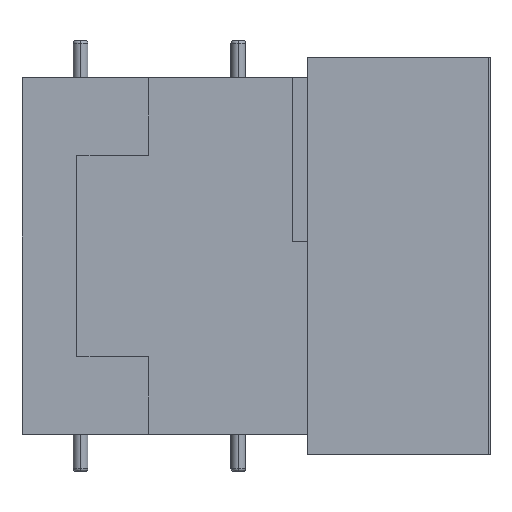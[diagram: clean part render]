
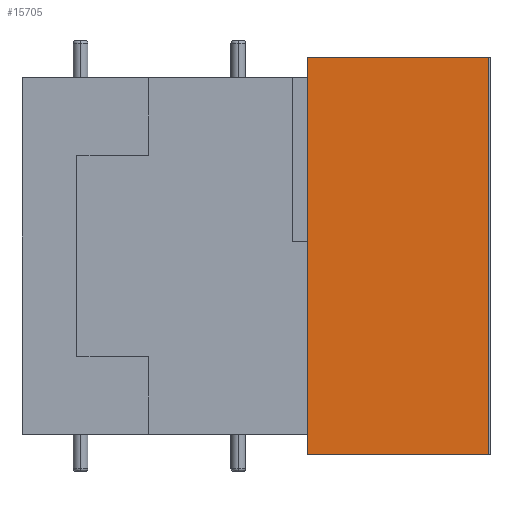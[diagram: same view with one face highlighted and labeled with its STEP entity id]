
A CAD part, left-side view. The second image highlights one B-rep face of the part: STEP entity #15705.
In plain terms, the highlighted planar face has unit normal (-1, 0, 0).
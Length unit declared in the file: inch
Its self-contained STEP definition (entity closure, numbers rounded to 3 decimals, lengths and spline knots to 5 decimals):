
#1160 = EDGE_CURVE ( 'NONE', #29361, #15075, #21828, .T. ) ;
#1162 = CARTESIAN_POINT ( 'NONE',  ( -0.83656, -0.6, -0.83661 ) ) ;
#1304 = EDGE_CURVE ( 'NONE', #29361, #26133, #5324, .T. ) ;
#3890 = DIRECTION ( 'NONE',  ( 0., -1., 0. ) ) ;
#5324 = LINE ( 'NONE', #15272, #12827 ) ;
#6495 = PLANE ( 'NONE',  #29794 ) ;
#6908 = CARTESIAN_POINT ( 'NONE',  ( -0.83656, -0.6, 0.83661 ) ) ;
#7749 = ORIENTED_EDGE ( 'NONE', *, *, #1304, .T. ) ;
#8437 = EDGE_CURVE ( 'NONE', #15075, #10316, #23080, .T. ) ;
#10316 = VERTEX_POINT ( 'NONE', #17252 ) ;
#10507 = DIRECTION ( 'NONE',  ( 0., 0., -1. ) ) ;
#10823 = ORIENTED_EDGE ( 'NONE', *, *, #17975, .T. ) ;
#11151 = CARTESIAN_POINT ( 'NONE',  ( -0.83656, -0.6, 0.83661 ) ) ;
#12827 = VECTOR ( 'NONE', #15594, 39.37008 ) ;
#12905 = ORIENTED_EDGE ( 'NONE', *, *, #1160, .F. ) ;
#15075 = VERTEX_POINT ( 'NONE', #22307 ) ;
#15272 = CARTESIAN_POINT ( 'NONE',  ( -0.83656, -0.6, 0.83661 ) ) ;
#15594 = DIRECTION ( 'NONE',  ( 0., 0., -1. ) ) ;
#15705 = ADVANCED_FACE ( 'NONE', ( #18746 ), #6495, .F. ) ;
#17112 = ORIENTED_EDGE ( 'NONE', *, *, #8437, .F. ) ;
#17252 = CARTESIAN_POINT ( 'NONE',  ( -0.83656, -1.3618, -0.83661 ) ) ;
#17940 = CARTESIAN_POINT ( 'NONE',  ( -0.83656, -1.3618, 0.83661 ) ) ;
#17975 = EDGE_CURVE ( 'NONE', #26133, #10316, #23873, .T. ) ;
#18746 = FACE_OUTER_BOUND ( 'NONE', #19762, .T. ) ;
#19382 = VECTOR ( 'NONE', #21393, 39.37008 ) ;
#19762 = EDGE_LOOP ( 'NONE', ( #10823, #17112, #12905, #7749 ) ) ;
#21393 = DIRECTION ( 'NONE',  ( 0., -1., 0. ) ) ;
#21828 = LINE ( 'NONE', #6908, #23942 ) ;
#22307 = CARTESIAN_POINT ( 'NONE',  ( -0.83656, -1.3618, 0.83661 ) ) ;
#23080 = LINE ( 'NONE', #17940, #29960 ) ;
#23873 = LINE ( 'NONE', #1162, #19382 ) ;
#23942 = VECTOR ( 'NONE', #3890, 39.37008 ) ;
#26133 = VERTEX_POINT ( 'NONE', #31547 ) ;
#26526 = DIRECTION ( 'NONE',  ( 1., 0., 0. ) ) ;
#28852 = DIRECTION ( 'NONE',  ( 0., 1., 0. ) ) ;
#29361 = VERTEX_POINT ( 'NONE', #31309 ) ;
#29794 = AXIS2_PLACEMENT_3D ( 'NONE', #11151, #26526, #28852 ) ;
#29960 = VECTOR ( 'NONE', #10507, 39.37008 ) ;
#31309 = CARTESIAN_POINT ( 'NONE',  ( -0.83656, -0.6, 0.83661 ) ) ;
#31547 = CARTESIAN_POINT ( 'NONE',  ( -0.83656, -0.6, -0.83661 ) ) ;
